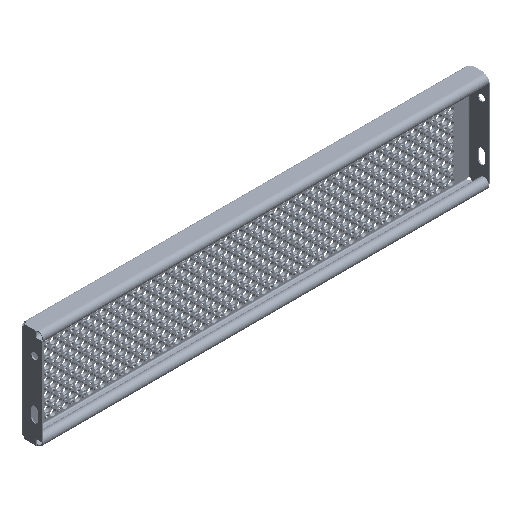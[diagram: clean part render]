
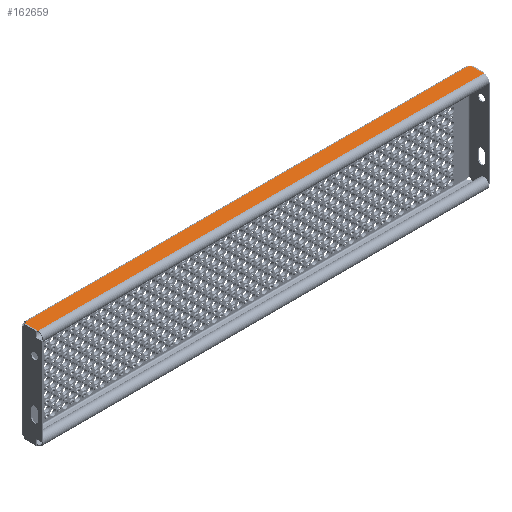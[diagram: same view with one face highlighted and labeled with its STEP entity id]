
A CAD part, isometric view. The second image highlights one B-rep face of the part: STEP entity #162659.
In plain terms, the highlighted planar face has unit normal (0, 0, 1).
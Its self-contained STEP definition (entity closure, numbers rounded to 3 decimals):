
#12448 = LINE ( 'NONE', #16614, #15460 ) ;
#12459 = LINE ( 'NONE', #16850, #15532 ) ;
#12467 = LINE ( 'NONE', #16905, #15574 ) ;
#12473 = LINE ( 'NONE', #16968, #15625 ) ;
#13327 = FACE_OUTER_BOUND ( 'NONE', #153228, .T. ) ;
#15460 = VECTOR ( 'NONE', #16616, 1000. ) ;
#15509 = CIRCLE ( 'NONE', #15608, 5. ) ;
#15532 = VECTOR ( 'NONE', #16852, 1000. ) ;
#15574 = VECTOR ( 'NONE', #16906, 1000. ) ;
#15608 = AXIS2_PLACEMENT_3D ( 'NONE', #16949, #16951, #16952 ) ;
#15625 = VECTOR ( 'NONE', #16970, 1000. ) ;
#15629 = CIRCLE ( 'NONE', #15631, 5. ) ;
#15631 = AXIS2_PLACEMENT_3D ( 'NONE', #16978, #16980, #16981 ) ;
#16614 = CARTESIAN_POINT ( 'NONE',  ( -447.99, -7.185, 100. ) ) ;
#16616 = DIRECTION ( 'NONE',  ( 0., -1., 0. ) ) ;
#16850 = CARTESIAN_POINT ( 'NONE',  ( -449., -4., 100. ) ) ;
#16852 = DIRECTION ( 'NONE',  ( 1., 0., 0. ) ) ;
#16905 = CARTESIAN_POINT ( 'NONE',  ( 447.99, -7.185, 100. ) ) ;
#16906 = DIRECTION ( 'NONE',  ( 0., 1., 0. ) ) ;
#16949 = CARTESIAN_POINT ( 'NONE',  ( 449., -2.288, 100. ) ) ;
#16951 = DIRECTION ( 'NONE',  ( 0., 0., -1. ) ) ;
#16952 = DIRECTION ( 'NONE',  ( 0., -1., 0. ) ) ;
#16968 = CARTESIAN_POINT ( 'NONE',  ( -447.99, -32.498, 100. ) ) ;
#16970 = DIRECTION ( 'NONE',  ( 1., 0., 0. ) ) ;
#16978 = CARTESIAN_POINT ( 'NONE',  ( -449., -2.288, 100. ) ) ;
#16980 = DIRECTION ( 'NONE',  ( 0., 0., -1. ) ) ;
#16981 = DIRECTION ( 'NONE',  ( 0., -1., 0. ) ) ;
#47400 = AXIS2_PLACEMENT_3D ( 'NONE', #48232, #48233, #48234 ) ;
#48231 = PLANE ( 'NONE',  #47400 ) ;
#48232 = CARTESIAN_POINT ( 'NONE',  ( -449., 195.712, 100. ) ) ;
#48233 = DIRECTION ( 'NONE',  ( 0., 0., 1. ) ) ;
#48234 = DIRECTION ( 'NONE',  ( 0., -1., 0. ) ) ;
#101444 = VERTEX_POINT ( 'NONE', #207448 ) ;
#101448 = VERTEX_POINT ( 'NONE', #207449 ) ;
#101452 = VERTEX_POINT ( 'NONE', #207451 ) ;
#101456 = VERTEX_POINT ( 'NONE', #207452 ) ;
#101463 = VERTEX_POINT ( 'NONE', #207455 ) ;
#101469 = VERTEX_POINT ( 'NONE', #207457 ) ;
#121916 = ORIENTED_EDGE ( 'NONE', *, *, #123830, .T. ) ;
#121919 = ORIENTED_EDGE ( 'NONE', *, *, #123838, .T. ) ;
#121923 = ORIENTED_EDGE ( 'NONE', *, *, #123787, .F. ) ;
#121927 = ORIENTED_EDGE ( 'NONE', *, *, #123811, .T. ) ;
#121930 = ORIENTED_EDGE ( 'NONE', *, *, #123841, .T. ) ;
#121936 = ORIENTED_EDGE ( 'NONE', *, *, #123730, .T. ) ;
#123730 = EDGE_CURVE ( 'NONE', #101448, #101444, #12448, .T. ) ;
#123787 = EDGE_CURVE ( 'NONE', #101452, #101456, #12459, .T. ) ;
#123811 = EDGE_CURVE ( 'NONE', #101463, #101469, #12467, .T. ) ;
#123830 = EDGE_CURVE ( 'NONE', #101469, #101456, #15509, .T. ) ;
#123838 = EDGE_CURVE ( 'NONE', #101444, #101463, #12473, .T. ) ;
#123841 = EDGE_CURVE ( 'NONE', #101452, #101448, #15629, .T. ) ;
#153228 = EDGE_LOOP ( 'NONE', ( #121919, #121927, #121916, #121923, #121930, #121936 ) ) ;
#162659 = ADVANCED_FACE ( 'NONE', ( #13327 ), #48231, .T. ) ;
#207448 = CARTESIAN_POINT ( 'NONE',  ( -447.99, -32.498, 100. ) ) ;
#207449 = CARTESIAN_POINT ( 'NONE',  ( -447.99, -7.185, 100. ) ) ;
#207451 = CARTESIAN_POINT ( 'NONE',  ( -444.302, -4., 100. ) ) ;
#207452 = CARTESIAN_POINT ( 'NONE',  ( 444.302, -4., 100. ) ) ;
#207455 = CARTESIAN_POINT ( 'NONE',  ( 447.99, -32.498, 100. ) ) ;
#207457 = CARTESIAN_POINT ( 'NONE',  ( 447.99, -7.185, 100. ) ) ;
